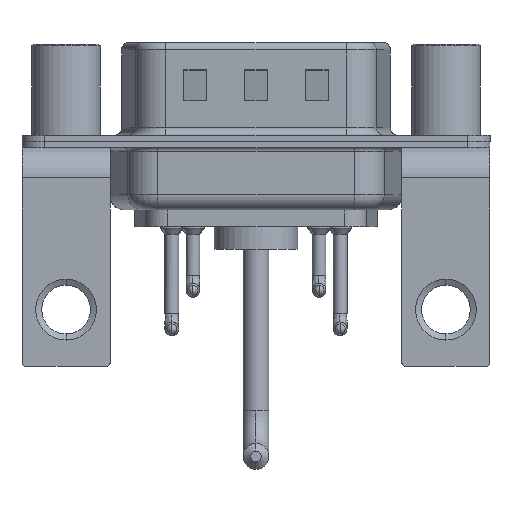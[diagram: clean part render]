
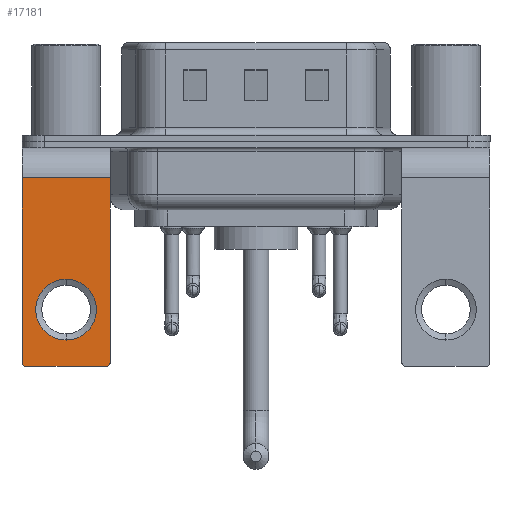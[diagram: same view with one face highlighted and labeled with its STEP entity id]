
A CAD part, front view. The second image highlights one B-rep face of the part: STEP entity #17181.
In plain terms, the highlighted planar face has unit normal (0, -1, 0).
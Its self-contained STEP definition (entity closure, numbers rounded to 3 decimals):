
#120 = LINE ( 'NONE', #6850, #4399 ) ;
#659 = FACE_OUTER_BOUND ( 'NONE', #12125, .T. ) ;
#854 = VERTEX_POINT ( 'NONE', #16142 ) ;
#1244 = ORIENTED_EDGE ( 'NONE', *, *, #14208, .T. ) ;
#1518 = DIRECTION ( 'NONE',  ( 0., 0., 1. ) ) ;
#1769 = VECTOR ( 'NONE', #8411, 1000. ) ;
#1972 = ORIENTED_EDGE ( 'NONE', *, *, #7975, .T. ) ;
#2298 = EDGE_CURVE ( 'NONE', #854, #8816, #13992, .T. ) ;
#2791 = EDGE_CURVE ( 'NONE', #21007, #17641, #5411, .T. ) ;
#2862 = CARTESIAN_POINT ( 'NONE',  ( 2.9, -6.25, -14.55 ) ) ;
#3071 = VERTEX_POINT ( 'NONE', #2862 ) ;
#3141 = VECTOR ( 'NONE', #19173, 1000. ) ;
#3346 = ORIENTED_EDGE ( 'NONE', *, *, #2791, .F. ) ;
#3379 = EDGE_CURVE ( 'NONE', #5504, #17641, #12574, .T. ) ;
#3695 = CARTESIAN_POINT ( 'NONE',  ( 2.9, -6.25, -2.4 ) ) ;
#4372 = CARTESIAN_POINT ( 'NONE',  ( 2.9, -6.25, -2.4 ) ) ;
#4399 = VECTOR ( 'NONE', #13612, 1000. ) ;
#4451 = AXIS2_PLACEMENT_3D ( 'NONE', #19890, #11477, #1518 ) ;
#5411 = LINE ( 'NONE', #18583, #1769 ) ;
#5504 = VERTEX_POINT ( 'NONE', #10301 ) ;
#5755 = DIRECTION ( 'NONE',  ( 0., 1., 0. ) ) ;
#6019 = DIRECTION ( 'NONE',  ( 0., -1., 0. ) ) ;
#6516 = LINE ( 'NONE', #10060, #14537 ) ;
#6850 = CARTESIAN_POINT ( 'NONE',  ( -2.9, -6.25, -2.4 ) ) ;
#7110 = CARTESIAN_POINT ( 'NONE',  ( 0., -6.25, -13.07 ) ) ;
#7250 = VERTEX_POINT ( 'NONE', #4372 ) ;
#7406 = PLANE ( 'NONE',  #20694 ) ;
#7827 = EDGE_CURVE ( 'NONE', #8816, #854, #16260, .T. ) ;
#7975 = EDGE_CURVE ( 'NONE', #21007, #3071, #8120, .T. ) ;
#8120 = CIRCLE ( 'NONE', #19067, 0.25 ) ;
#8244 = ORIENTED_EDGE ( 'NONE', *, *, #9513, .F. ) ;
#8411 = DIRECTION ( 'NONE',  ( -1., 0., 0. ) ) ;
#8816 = VERTEX_POINT ( 'NONE', #7110 ) ;
#8961 = DIRECTION ( 'NONE',  ( 0., -1., 0. ) ) ;
#9513 = EDGE_CURVE ( 'NONE', #7250, #3071, #6516, .T. ) ;
#9903 = AXIS2_PLACEMENT_3D ( 'NONE', #21584, #15297, #14964 ) ;
#10060 = CARTESIAN_POINT ( 'NONE',  ( 2.9, -6.25, -2.4 ) ) ;
#10301 = CARTESIAN_POINT ( 'NONE',  ( -2.9, -6.25, -14.55 ) ) ;
#11477 = DIRECTION ( 'NONE',  ( 0., 1., 0. ) ) ;
#11480 = ORIENTED_EDGE ( 'NONE', *, *, #2298, .T. ) ;
#12125 = EDGE_LOOP ( 'NONE', ( #1244, #19200, #3346, #1972, #8244, #12687 ) ) ;
#12501 = DIRECTION ( 'NONE',  ( 0., 0., 1. ) ) ;
#12574 = CIRCLE ( 'NONE', #21393, 0.25 ) ;
#12687 = ORIENTED_EDGE ( 'NONE', *, *, #19441, .T. ) ;
#12868 = EDGE_LOOP ( 'NONE', ( #18311, #11480 ) ) ;
#13164 = DIRECTION ( 'NONE',  ( 0., 0., -1. ) ) ;
#13612 = DIRECTION ( 'NONE',  ( 0., 0., -1. ) ) ;
#13992 = CIRCLE ( 'NONE', #4451, 2. ) ;
#14037 = CARTESIAN_POINT ( 'NONE',  ( -2.65, -6.25, -14.8 ) ) ;
#14208 = EDGE_CURVE ( 'NONE', #20851, #5504, #120, .T. ) ;
#14537 = VECTOR ( 'NONE', #13164, 1000. ) ;
#14964 = DIRECTION ( 'NONE',  ( 0., 0., 1. ) ) ;
#15297 = DIRECTION ( 'NONE',  ( 0., 1., 0. ) ) ;
#15847 = FACE_BOUND ( 'NONE', #12868, .T. ) ;
#16099 = DIRECTION ( 'NONE',  ( 0., 0., 1. ) ) ;
#16142 = CARTESIAN_POINT ( 'NONE',  ( 0., -6.25, -9.07 ) ) ;
#16260 = CIRCLE ( 'NONE', #9903, 2. ) ;
#17064 = CARTESIAN_POINT ( 'NONE',  ( 2.65, -6.25, -14.55 ) ) ;
#17181 = ADVANCED_FACE ( 'NONE', ( #15847, #659 ), #7406, .F. ) ;
#17454 = CARTESIAN_POINT ( 'NONE',  ( 2.65, -6.25, -14.8 ) ) ;
#17641 = VERTEX_POINT ( 'NONE', #14037 ) ;
#18311 = ORIENTED_EDGE ( 'NONE', *, *, #7827, .T. ) ;
#18583 = CARTESIAN_POINT ( 'NONE',  ( 2.9, -6.25, -14.8 ) ) ;
#19067 = AXIS2_PLACEMENT_3D ( 'NONE', #17064, #8961, #20469 ) ;
#19173 = DIRECTION ( 'NONE',  ( -1., 0., 0. ) ) ;
#19200 = ORIENTED_EDGE ( 'NONE', *, *, #3379, .T. ) ;
#19441 = EDGE_CURVE ( 'NONE', #7250, #20851, #20730, .T. ) ;
#19890 = CARTESIAN_POINT ( 'NONE',  ( 0., -6.25, -11.07 ) ) ;
#20469 = DIRECTION ( 'NONE',  ( 0., 0., 1. ) ) ;
#20694 = AXIS2_PLACEMENT_3D ( 'NONE', #20901, #5755, #12501 ) ;
#20730 = LINE ( 'NONE', #3695, #3141 ) ;
#20851 = VERTEX_POINT ( 'NONE', #21537 ) ;
#20901 = CARTESIAN_POINT ( 'NONE',  ( 2.9, -6.25, -2.4 ) ) ;
#21007 = VERTEX_POINT ( 'NONE', #17454 ) ;
#21165 = CARTESIAN_POINT ( 'NONE',  ( -2.65, -6.25, -14.55 ) ) ;
#21393 = AXIS2_PLACEMENT_3D ( 'NONE', #21165, #6019, #16099 ) ;
#21537 = CARTESIAN_POINT ( 'NONE',  ( -2.9, -6.25, -2.4 ) ) ;
#21584 = CARTESIAN_POINT ( 'NONE',  ( 0., -6.25, -11.07 ) ) ;
